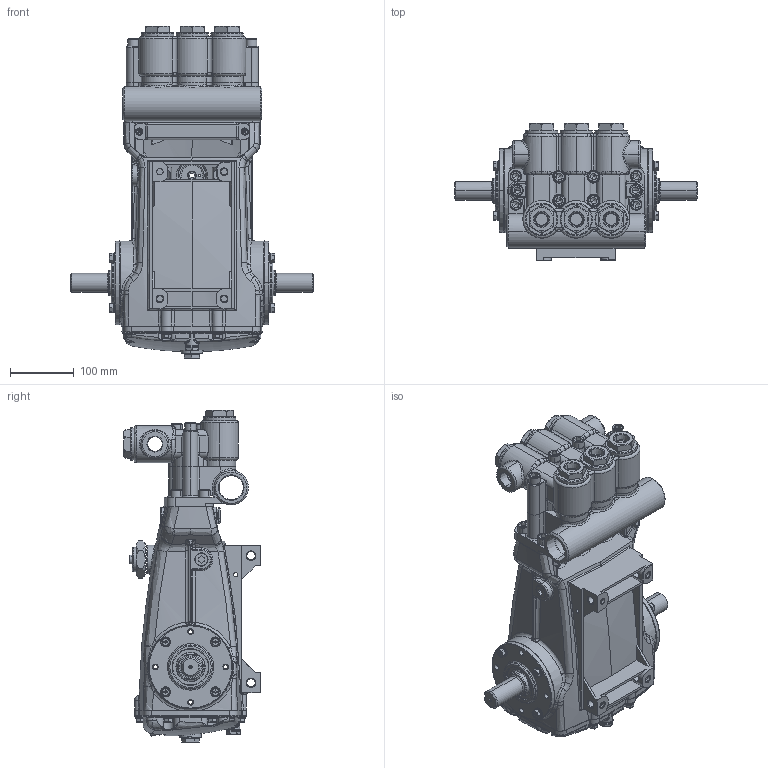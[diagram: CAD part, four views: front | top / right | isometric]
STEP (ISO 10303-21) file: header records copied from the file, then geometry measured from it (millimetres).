
FILE_DESCRIPTION (( 'STEP AP203' ), '1' );
FILE_NAME ('2510.44101.STEP', '2022-02-07T14:32:49', ( '' ), ( '' ), 'SwSTEP 2.0', 'SolidWorks 2021', '' );
FILE_SCHEMA (( 'CONFIG_CONTROL_DESIGN' ));
Products named in the file (1): 2510.44101
Bounding box: 382 x 215.41 x 522.19 mm (x, y, z)
Surface area: 682987.5 mm2 (no closed solid volume)
Topology: 0 solids, 65 shells, 2083 faces, 6449 edges, 4262 vertices
Faces by surface type: cylinder 728, plane 674, bspline 270, torus 247, cone 149, sphere 15
Entity records: 95435 total; most frequent: CARTESIAN_POINT 40599, DIRECTION 11418, ORIENTED_EDGE 10747, EDGE_CURVE 6402, AXIS2_PLACEMENT_3D 4397, VERTEX_POINT 4258, VECTOR 2624, LINE 2624
